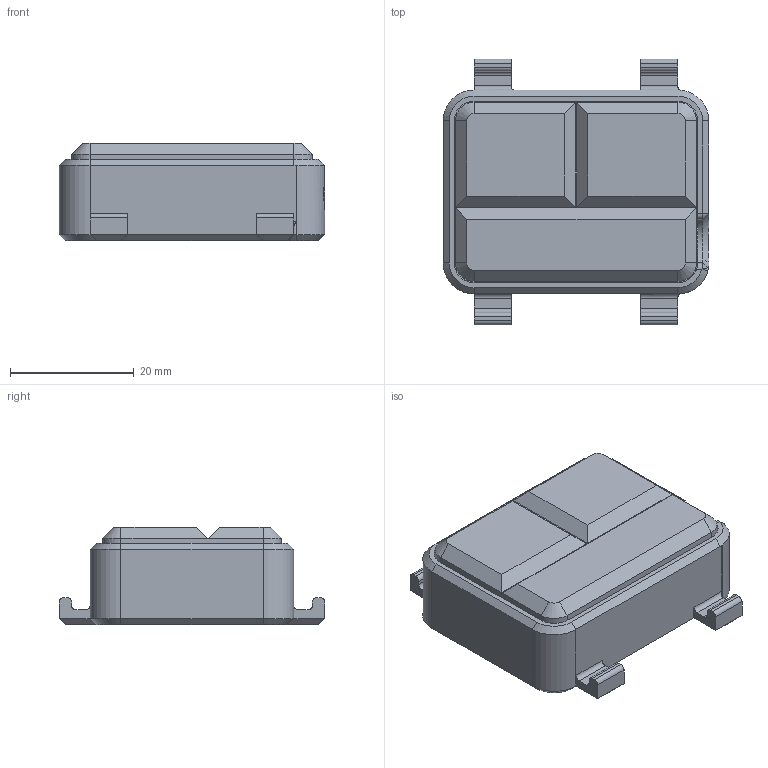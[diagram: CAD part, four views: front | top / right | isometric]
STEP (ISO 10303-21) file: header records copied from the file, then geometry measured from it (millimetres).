
FILE_DESCRIPTION(/* description */ (''),/* implementation_level */ '2;1');
FILE_NAME(/* name */ 'Shifter Housing v7.step',/* time_stamp */ '2023-12-05T18:53:59-05:00',/* author */ (''),/* organization */ (''),/* preprocessor_version */ 'ST-DEVELOPER v20',/* originating_system */ 'Autodesk Translation Framework v12.14.0.127',/* authorisation */ '');
FILE_SCHEMA (('AUTOMOTIVE_DESIGN { 1 0 10303 214 3 1 1 }'));
Length unit declared in the file: millimetre
Products named in the file (12): Shifter Housing; Buttons; Shifter PCB v2 v2; COMPOUND; CN1; AUDIO-SMD_PJ-313D-2; COMPOUND (1); U2; U1; KEY-SMD_4P-L12.0-W12.0-P5.00-LS15.2; COMPOUND (2); Base
Assembly tree (12 placements, depth 5):
  Shifter Housing
    Buttons
    Shifter PCB v2 v2
      COMPOUND
      CN1
        AUDIO-SMD_PJ-313D-2
          COMPOUND (1)
      U2
        KEY-SMD_4P-L12.0-W12.0-P5.00-LS15.2
          COMPOUND (2)
      U1
        KEY-SMD_4P-L12.0-W12.0-P5.00-LS15.2
          COMPOUND (2)
    Base
Bounding box: 42.97 x 42.97 x 15.8 mm (x, y, z)
Volume: 16531.3 mm3; surface area: 17052.3 mm2
Topology: 13 solids, 13 shells, 1625 faces, 4403 edges, 2878 vertices
Faces by surface type: plane 1080, bspline 369, cylinder 129, cone 45, torus 2
Full cylindrical faces by diameter (mm): 1.15 x2, 1.6 x2, 4 x1, 5 x1, 6.1 x2, 6.5 x2
Entity records: 42212 total; most frequent: CARTESIAN_POINT 10813, ORIENTED_EDGE 6638, DIRECTION 5573, EDGE_CURVE 3319, LINE 2541, VECTOR 2541, VERTEX_POINT 2169, AXIS2_PLACEMENT_3D 1516
